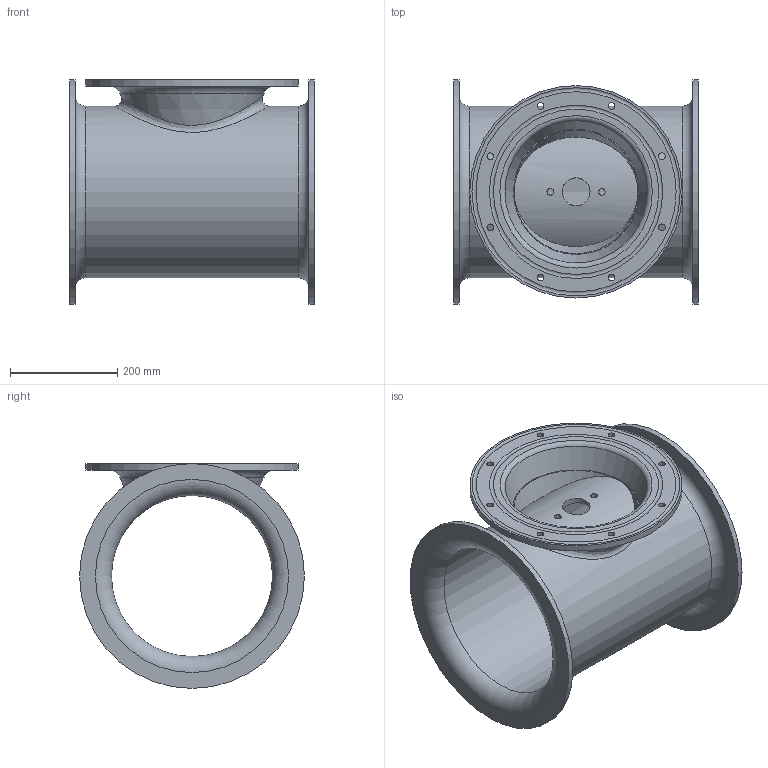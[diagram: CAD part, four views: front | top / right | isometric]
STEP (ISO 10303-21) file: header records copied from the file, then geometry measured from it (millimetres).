
FILE_DESCRIPTION(/* description */ (''),/* implementation_level */ '2;1');
FILE_NAME(/* name */ '90200i.stp',/* time_stamp */ '2016-02-22T13:35:47+01:00',/* author */ ('elvira'),/* organization */ (''),/* preprocessor_version */ 'ST-DEVELOPER v16.1',/* originating_system */ 'Autodesk Inventor 2016',/* authorisation */ '');
FILE_SCHEMA (('AUTOMOTIVE_DESIGN { 1 0 10303 214 3 1 1 }'));
Length unit declared in the file: millimetre
Products named in the file (1): 90200i
Bounding box: 456 x 419 x 419 mm (x, y, z)
Volume: 6602092.4 mm3; surface area: 1339203.7 mm2
Topology: 1 solids, 1 shells, 39 faces, 80 edges, 51 vertices
Faces by surface type: cylinder 17, plane 9, torus 8, cone 4, bspline 1
Full cylindrical faces by diameter (mm): 12.5 x10, 52 x1, 300 x1, 320 x1, 396 x1, 419 x2
Entity records: 2014 total; most frequent: CARTESIAN_POINT 1163, DIRECTION 162, ORIENTED_EDGE 106, EDGE_LOOP 97, AXIS2_PLACEMENT_3D 81, FACE_BOUND 58, EDGE_CURVE 53, VERTEX_POINT 50
